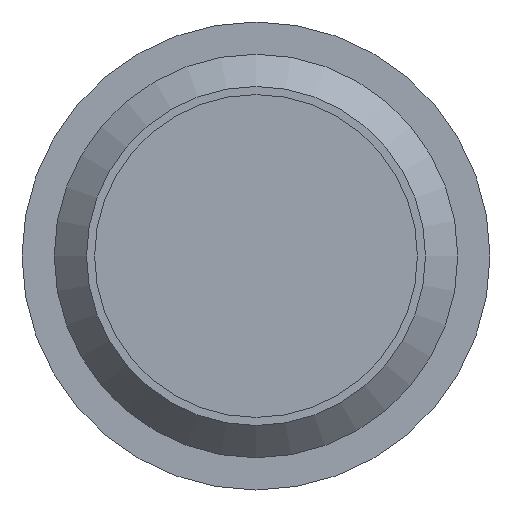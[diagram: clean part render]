
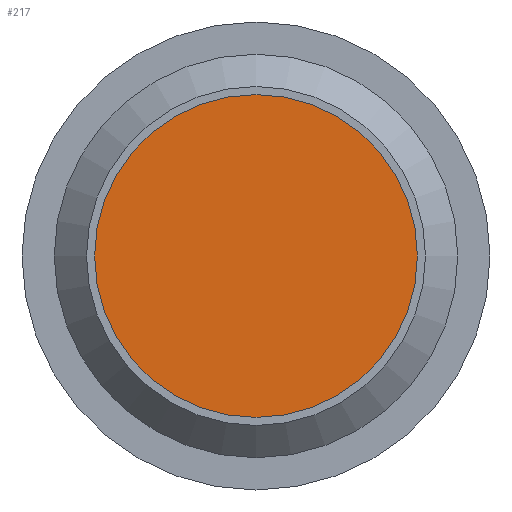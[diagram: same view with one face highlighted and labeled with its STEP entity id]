
A CAD part, front view. The second image highlights one B-rep face of the part: STEP entity #217.
In plain terms, the highlighted planar face has unit normal (0, -1, 0).
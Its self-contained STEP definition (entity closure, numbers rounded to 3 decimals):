
#99=ORIENTED_EDGE('',*,*,#127,.T.);
#113=CIRCLE('',#197,8.);
#120=VERTEX_POINT('',#229);
#127=EDGE_CURVE('',#120,#120,#113,.T.);
#134=EDGE_LOOP('',(#99));
#148=FACE_BOUND('',#134,.T.);
#162=DIRECTION('',(0.,-1.,0.));
#163=DIRECTION('',(-1.,0.,0.));
#164=DIRECTION('',(0.,-1.,0.));
#165=DIRECTION('',(8.,0.,0.));
#196=AXIS2_PLACEMENT_3D('',#228,#162,#163);
#197=AXIS2_PLACEMENT_3D('',#230,#164,#165);
#213=PLANE('',#196);
#217=ADVANCED_FACE('',(#148),#213,.T.);
#228=CARTESIAN_POINT('',(0.,9.4,0.));
#229=CARTESIAN_POINT('',(8.,9.4,0.));
#230=CARTESIAN_POINT('',(0.,9.4,0.));
